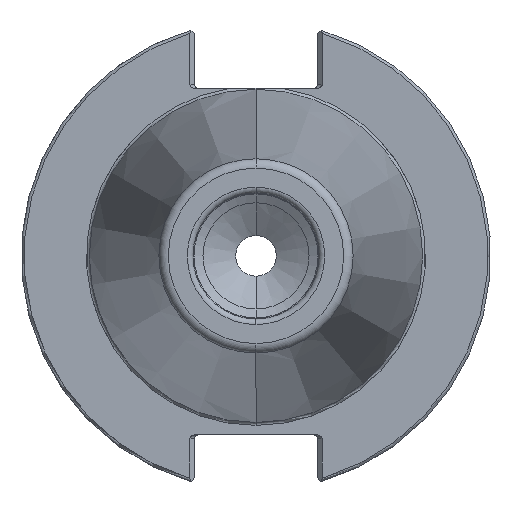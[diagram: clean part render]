
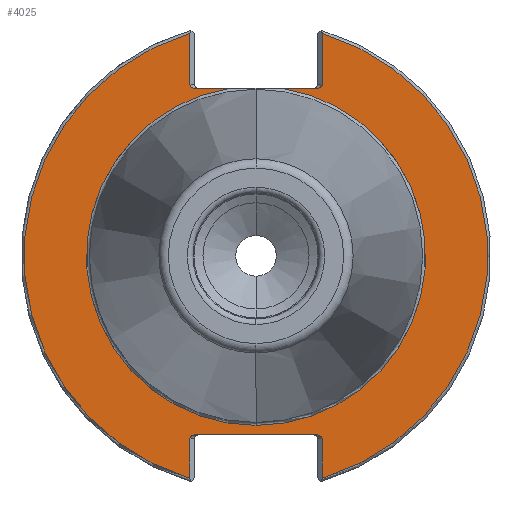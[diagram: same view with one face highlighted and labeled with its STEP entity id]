
A CAD part, left-side view. The second image highlights one B-rep face of the part: STEP entity #4025.
In plain terms, the highlighted planar face has unit normal (-1, 0, 0).
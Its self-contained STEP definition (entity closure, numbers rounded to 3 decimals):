
#8 = ORIENTED_EDGE ( 'NONE', *, *, #4723, .F. ) ;
#24 = CARTESIAN_POINT ( 'NONE',  ( 3.175, 0., 0. ) ) ;
#31 = CARTESIAN_POINT ( 'NONE',  ( 3.175, -12.719, 35.1 ) ) ;
#42 = DIRECTION ( 'NONE',  ( 0., 0., -1. ) ) ;
#44 = AXIS2_PLACEMENT_3D ( 'NONE', #24, #1620, #401 ) ;
#214 = VERTEX_POINT ( 'NONE', #1064 ) ;
#260 = ORIENTED_EDGE ( 'NONE', *, *, #2925, .T. ) ;
#305 = CARTESIAN_POINT ( 'NONE',  ( 3.175, 13.85, -37.831 ) ) ;
#326 = VECTOR ( 'NONE', #4280, 1000. ) ;
#335 = ORIENTED_EDGE ( 'NONE', *, *, #2004, .T. ) ;
#345 = VERTEX_POINT ( 'NONE', #2085 ) ;
#399 = CARTESIAN_POINT ( 'NONE',  ( 3.175, 35.525, 35.1 ) ) ;
#400 = VERTEX_POINT ( 'NONE', #31 ) ;
#401 = DIRECTION ( 'NONE',  ( 0., 0., 1. ) ) ;
#504 = AXIS2_PLACEMENT_3D ( 'NONE', #3151, #829, #3551 ) ;
#528 = VERTEX_POINT ( 'NONE', #604 ) ;
#604 = CARTESIAN_POINT ( 'NONE',  ( 3.175, 12.719, 35.1 ) ) ;
#605 =( BOUNDED_CURVE ( )  B_SPLINE_CURVE ( 3, ( #1103, #305, #1153, #1191 ),
 .UNSPECIFIED., .F., .T. ) 
 B_SPLINE_CURVE_WITH_KNOTS ( ( 4, 4 ),
 ( 3.142, 4.712 ),
 .UNSPECIFIED. ) 
 CURVE ( )  GEOMETRIC_REPRESENTATION_ITEM ( )  RATIONAL_B_SPLINE_CURVE ( ( 1., 0.805, 0.805, 1. ) ) 
 REPRESENTATION_ITEM ( '' )  );
#644 = VERTEX_POINT ( 'NONE', #961 ) ;
#721 = ORIENTED_EDGE ( 'NONE', *, *, #3148, .T. ) ;
#824 = CARTESIAN_POINT ( 'NONE',  ( 3.175, 13.85, 35.431 ) ) ;
#829 = DIRECTION ( 'NONE',  ( -1., 0., 0. ) ) ;
#961 = CARTESIAN_POINT ( 'NONE',  ( 3.175, -13.85, 46.598 ) ) ;
#1034 = EDGE_CURVE ( 'NONE', #1821, #644, #4733, .T. ) ;
#1059 = VERTEX_POINT ( 'NONE', #2296 ) ;
#1064 = CARTESIAN_POINT ( 'NONE',  ( 3.175, 13.85, -46.598 ) ) ;
#1103 = CARTESIAN_POINT ( 'NONE',  ( 3.175, 13.85, -38.3 ) ) ;
#1153 = CARTESIAN_POINT ( 'NONE',  ( 3.175, 13.381, -37.5 ) ) ;
#1173 = ORIENTED_EDGE ( 'NONE', *, *, #4646, .T. ) ;
#1188 = EDGE_CURVE ( 'NONE', #1668, #345, #5123, .T. ) ;
#1191 = CARTESIAN_POINT ( 'NONE',  ( 3.175, 12.719, -37.5 ) ) ;
#1362 = EDGE_CURVE ( 'NONE', #2772, #345, #4798, .T. ) ;
#1428 = VERTEX_POINT ( 'NONE', #3579 ) ;
#1450 = VERTEX_POINT ( 'NONE', #4108 ) ;
#1473 = AXIS2_PLACEMENT_3D ( 'NONE', #4247, #1895, #4664 ) ;
#1495 = CARTESIAN_POINT ( 'NONE',  ( 3.175, -13.381, 35.1 ) ) ;
#1504 = EDGE_CURVE ( 'NONE', #4051, #1059, #605, .T. ) ;
#1523 = VERTEX_POINT ( 'NONE', #1593 ) ;
#1532 = DIRECTION ( 'NONE',  ( 0., 0., 1. ) ) ;
#1558 = FACE_OUTER_BOUND ( 'NONE', #4083, .T. ) ;
#1593 = CARTESIAN_POINT ( 'NONE',  ( 3.175, 13.85, 35.9 ) ) ;
#1620 = DIRECTION ( 'NONE',  ( -1., 0., 0. ) ) ;
#1623 = VECTOR ( 'NONE', #3143, 1000. ) ;
#1668 = VERTEX_POINT ( 'NONE', #4352 ) ;
#1815 = LINE ( 'NONE', #2418, #4851 ) ;
#1821 = VERTEX_POINT ( 'NONE', #4397 ) ;
#1866 = EDGE_CURVE ( 'NONE', #3541, #1450, #1993, .T. ) ;
#1895 = DIRECTION ( 'NONE',  ( -1., 0., 0. ) ) ;
#1913 = DIRECTION ( 'NONE',  ( -1., 0., 0. ) ) ;
#1933 = DIRECTION ( 'NONE',  ( 1., 0., 0. ) ) ;
#1993 = CIRCLE ( 'NONE', #44, 35.525 ) ;
#2004 = EDGE_CURVE ( 'NONE', #1428, #528, #4793, .T. ) ;
#2043 = VECTOR ( 'NONE', #4283, 1000. ) ;
#2052 = CARTESIAN_POINT ( 'NONE',  ( 3.175, -13.85, 0. ) ) ;
#2085 = CARTESIAN_POINT ( 'NONE',  ( 3.175, -13.85, -38.3 ) ) ;
#2167 = DIRECTION ( 'NONE',  ( 0., 0., 1. ) ) ;
#2296 = CARTESIAN_POINT ( 'NONE',  ( 3.175, 12.719, -37.5 ) ) ;
#2368 = ORIENTED_EDGE ( 'NONE', *, *, #3235, .F. ) ;
#2375 = ORIENTED_EDGE ( 'NONE', *, *, #1034, .F. ) ;
#2413 = CIRCLE ( 'NONE', #1473, 48.612 ) ;
#2418 = CARTESIAN_POINT ( 'NONE',  ( 3.175, 13.85, 0. ) ) ;
#2598 = VECTOR ( 'NONE', #1532, 1000. ) ;
#2600 = CARTESIAN_POINT ( 'NONE',  ( 3.175, 35.525, 35.1 ) ) ;
#2652 = CARTESIAN_POINT ( 'NONE',  ( 3.175, -13.85, 35.431 ) ) ;
#2659 = LINE ( 'NONE', #399, #1623 ) ;
#2713 = CIRCLE ( 'NONE', #504, 35.525 ) ;
#2735 = AXIS2_PLACEMENT_3D ( 'NONE', #4295, #1933, #4706 ) ;
#2772 = VERTEX_POINT ( 'NONE', #4638 ) ;
#2820 = EDGE_CURVE ( 'NONE', #3448, #214, #2413, .T. ) ;
#2833 = CIRCLE ( 'NONE', #3751, 48.612 ) ;
#2925 = EDGE_CURVE ( 'NONE', #1059, #1668, #4146, .T. ) ;
#2956 =( BOUNDED_CURVE ( )  B_SPLINE_CURVE ( 3, ( #4641, #2652, #1495, #4239 ),
 .UNSPECIFIED., .F., .F. ) 
 B_SPLINE_CURVE_WITH_KNOTS ( ( 4, 4 ),
 ( 3.142, 4.712 ),
 .UNSPECIFIED. ) 
 CURVE ( )  GEOMETRIC_REPRESENTATION_ITEM ( )  RATIONAL_B_SPLINE_CURVE ( ( 1., 0.805, 0.805, 1. ) ) 
 REPRESENTATION_ITEM ( '' )  );
#2958 = CARTESIAN_POINT ( 'NONE',  ( 3.175, -13.381, -37.5 ) ) ;
#2966 = CARTESIAN_POINT ( 'NONE',  ( 3.175, -12.719, -37.5 ) ) ;
#3008 = CARTESIAN_POINT ( 'NONE',  ( 3.175, -13.85, -37.831 ) ) ;
#3013 = CARTESIAN_POINT ( 'NONE',  ( 3.175, -13.85, -38.3 ) ) ;
#3036 = DIRECTION ( 'NONE',  ( 0., 1., 0. ) ) ;
#3143 = DIRECTION ( 'NONE',  ( 0., 1., 0. ) ) ;
#3148 = EDGE_CURVE ( 'NONE', #528, #1523, #4136, .T. ) ;
#3151 = CARTESIAN_POINT ( 'NONE',  ( 3.175, 0., 0. ) ) ;
#3220 = ORIENTED_EDGE ( 'NONE', *, *, #4616, .T. ) ;
#3235 = EDGE_CURVE ( 'NONE', #3448, #1523, #1815, .T. ) ;
#3263 = ORIENTED_EDGE ( 'NONE', *, *, #1188, .T. ) ;
#3349 = ORIENTED_EDGE ( 'NONE', *, *, #2820, .T. ) ;
#3448 = VERTEX_POINT ( 'NONE', #4937 ) ;
#3475 = ORIENTED_EDGE ( 'NONE', *, *, #3621, .T. ) ;
#3541 = VERTEX_POINT ( 'NONE', #3906 ) ;
#3548 = CARTESIAN_POINT ( 'NONE',  ( 3.175, 13.85, 35.9 ) ) ;
#3551 = DIRECTION ( 'NONE',  ( 0., 0., 1. ) ) ;
#3579 = CARTESIAN_POINT ( 'NONE',  ( 3.175, 5.479, 35.1 ) ) ;
#3580 = VECTOR ( 'NONE', #3036, 1000. ) ;
#3621 = EDGE_CURVE ( 'NONE', #400, #1450, #2659, .T. ) ;
#3630 = LINE ( 'NONE', #5078, #2598 ) ;
#3686 = ORIENTED_EDGE ( 'NONE', *, *, #1504, .T. ) ;
#3751 = AXIS2_PLACEMENT_3D ( 'NONE', #4274, #1913, #4688 ) ;
#3906 = CARTESIAN_POINT ( 'NONE',  ( 3.175, 0., -35.525 ) ) ;
#3995 = EDGE_CURVE ( 'NONE', #214, #4051, #3630, .T. ) ;
#4025 = ADVANCED_FACE ( 'NONE', ( #1558 ), #5108, .F. ) ;
#4051 = VERTEX_POINT ( 'NONE', #4312 ) ;
#4083 = EDGE_LOOP ( 'NONE', ( #4714, #3686, #260, #3263, #4861, #1173, #2375, #3220, #3475, #4298, #8, #335, #721, #2368, #3349 ) ) ;
#4108 = CARTESIAN_POINT ( 'NONE',  ( 3.175, -5.479, 35.1 ) ) ;
#4136 =( BOUNDED_CURVE ( )  B_SPLINE_CURVE ( 3, ( #4843, #4957, #824, #3548 ),
 .UNSPECIFIED., .F., .F. ) 
 B_SPLINE_CURVE_WITH_KNOTS ( ( 4, 4 ),
 ( 4.712, 6.283 ),
 .UNSPECIFIED. ) 
 CURVE ( )  GEOMETRIC_REPRESENTATION_ITEM ( )  RATIONAL_B_SPLINE_CURVE ( ( 1., 0.805, 0.805, 1. ) ) 
 REPRESENTATION_ITEM ( '' )  );
#4146 = LINE ( 'NONE', #4306, #2043 ) ;
#4224 = CARTESIAN_POINT ( 'NONE',  ( 3.175, -13.85, -49.212 ) ) ;
#4239 = CARTESIAN_POINT ( 'NONE',  ( 3.175, -12.719, 35.1 ) ) ;
#4247 = CARTESIAN_POINT ( 'NONE',  ( 3.175, 0., 0. ) ) ;
#4274 = CARTESIAN_POINT ( 'NONE',  ( 3.175, 0., 0. ) ) ;
#4280 = DIRECTION ( 'NONE',  ( 0., 0., 1. ) ) ;
#4283 = DIRECTION ( 'NONE',  ( 0., -1., 0. ) ) ;
#4295 = CARTESIAN_POINT ( 'NONE',  ( 3.175, 35.525, 0. ) ) ;
#4298 = ORIENTED_EDGE ( 'NONE', *, *, #1866, .F. ) ;
#4306 = CARTESIAN_POINT ( 'NONE',  ( 3.175, -13.85, -37.5 ) ) ;
#4312 = CARTESIAN_POINT ( 'NONE',  ( 3.175, 13.85, -38.3 ) ) ;
#4352 = CARTESIAN_POINT ( 'NONE',  ( 3.175, -12.719, -37.5 ) ) ;
#4397 = CARTESIAN_POINT ( 'NONE',  ( 3.175, -13.85, 35.9 ) ) ;
#4469 = VECTOR ( 'NONE', #2167, 1000. ) ;
#4616 = EDGE_CURVE ( 'NONE', #1821, #400, #2956, .T. ) ;
#4638 = CARTESIAN_POINT ( 'NONE',  ( 3.175, -13.85, -46.598 ) ) ;
#4641 = CARTESIAN_POINT ( 'NONE',  ( 3.175, -13.85, 35.9 ) ) ;
#4646 = EDGE_CURVE ( 'NONE', #2772, #644, #2833, .T. ) ;
#4664 = DIRECTION ( 'NONE',  ( 0., 0., 1. ) ) ;
#4688 = DIRECTION ( 'NONE',  ( 0., 0., 1. ) ) ;
#4706 = DIRECTION ( 'NONE',  ( 0., 0., -1. ) ) ;
#4714 = ORIENTED_EDGE ( 'NONE', *, *, #3995, .T. ) ;
#4723 = EDGE_CURVE ( 'NONE', #1428, #3541, #2713, .T. ) ;
#4733 = LINE ( 'NONE', #2052, #4469 ) ;
#4793 = LINE ( 'NONE', #2600, #3580 ) ;
#4798 = LINE ( 'NONE', #4224, #326 ) ;
#4843 = CARTESIAN_POINT ( 'NONE',  ( 3.175, 12.719, 35.1 ) ) ;
#4851 = VECTOR ( 'NONE', #42, 1000. ) ;
#4861 = ORIENTED_EDGE ( 'NONE', *, *, #1362, .F. ) ;
#4937 = CARTESIAN_POINT ( 'NONE',  ( 3.175, 13.85, 46.598 ) ) ;
#4957 = CARTESIAN_POINT ( 'NONE',  ( 3.175, 13.381, 35.1 ) ) ;
#5078 = CARTESIAN_POINT ( 'NONE',  ( 3.175, 13.85, -49.212 ) ) ;
#5108 = PLANE ( 'NONE',  #2735 ) ;
#5123 =( BOUNDED_CURVE ( )  B_SPLINE_CURVE ( 3, ( #2966, #2958, #3008, #3013 ),
 .UNSPECIFIED., .F., .F. ) 
 B_SPLINE_CURVE_WITH_KNOTS ( ( 4, 4 ),
 ( 4.712, 6.283 ),
 .UNSPECIFIED. ) 
 CURVE ( )  GEOMETRIC_REPRESENTATION_ITEM ( )  RATIONAL_B_SPLINE_CURVE ( ( 1., 0.805, 0.805, 1. ) ) 
 REPRESENTATION_ITEM ( '' )  );
